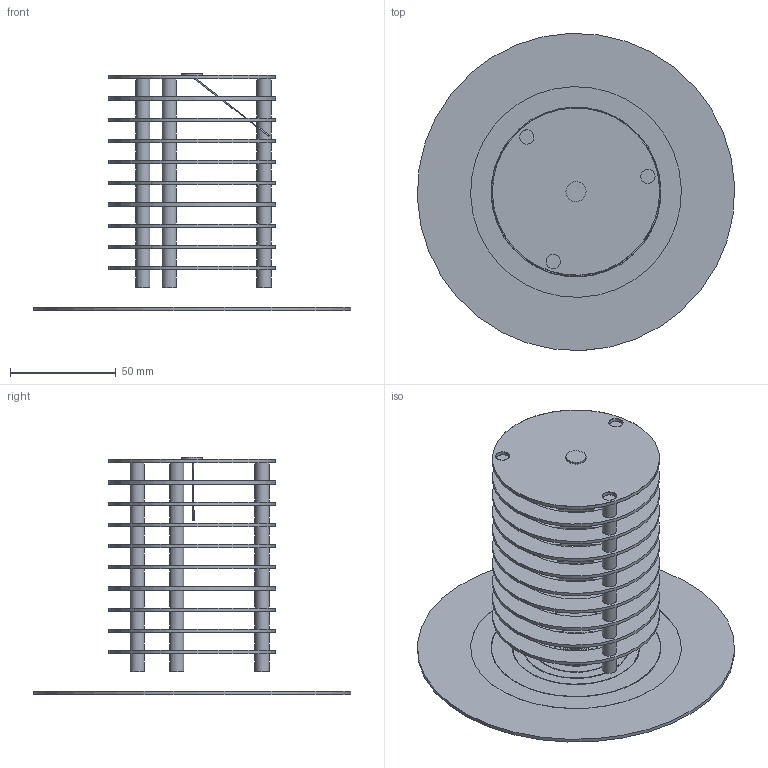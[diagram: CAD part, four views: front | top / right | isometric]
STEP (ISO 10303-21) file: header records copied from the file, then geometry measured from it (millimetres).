
FILE_DESCRIPTION(/* description */ (''),/* implementation_level */ '2;1');
FILE_NAME(/* name */ 'Whole.W.o.ThGEM v10.step',/* time_stamp */ '2023-07-02T12:36:29-05:00',/* author */ (''),/* organization */ (''),/* preprocessor_version */ 'ST-DEVELOPER v19.2',/* originating_system */ 'Autodesk Translation Framework v12.6.0.85',/* authorisation */ '');
FILE_SCHEMA (('AUTOMOTIVE_DESIGN { 1 0 10303 214 3 1 1 }'));
Length unit declared in the file: inch
Products named in the file (2): Whole.W.o.ThGEM; SAQ.Current.Cage
Assembly tree (1 placements, depth 2):
  Whole.W.o.ThGEM
    SAQ.Current.Cage
Bounding box: 149.91 x 149.91 x 112.28 mm (x, y, z)
Volume: 73208.9 mm3; surface area: 130423.1 mm2
Topology: 61 solids, 61 shells, 246 faces, 372 edges, 248 vertices
Faces by surface type: cylinder 124, plane 122
Full cylindrical faces by diameter (mm): 0.6 x1, 1.081 x1, 1.6 x1, 2.6 x1, 2.94 x1, 4.04 x1, 4.38 x1, 5.78 x1, 6.144 x1, 6.731 x66, 7.845 x1, 8.176 x1, 9.5 x4, 9.816 x1, 10.16 x1, 11.82 x1, 12.238 x1, 14.738 x1, 15.186 x1, 19.786 x1, 20.19 x1, 24.79 x1, 25.196 x1, 29.798 x1, 30.294 x1, 39.696 x1, 40.288 x1, 49.688 x1, 50.16 x1, 59.812 x1
Entity records: 5848 total; most frequent: DIRECTION 1118, CARTESIAN_POINT 869, ORIENTED_EDGE 744, AXIS2_PLACEMENT_3D 497, EDGE_LOOP 372, EDGE_CURVE 372, CIRCLE 248, VERTEX_POINT 248
